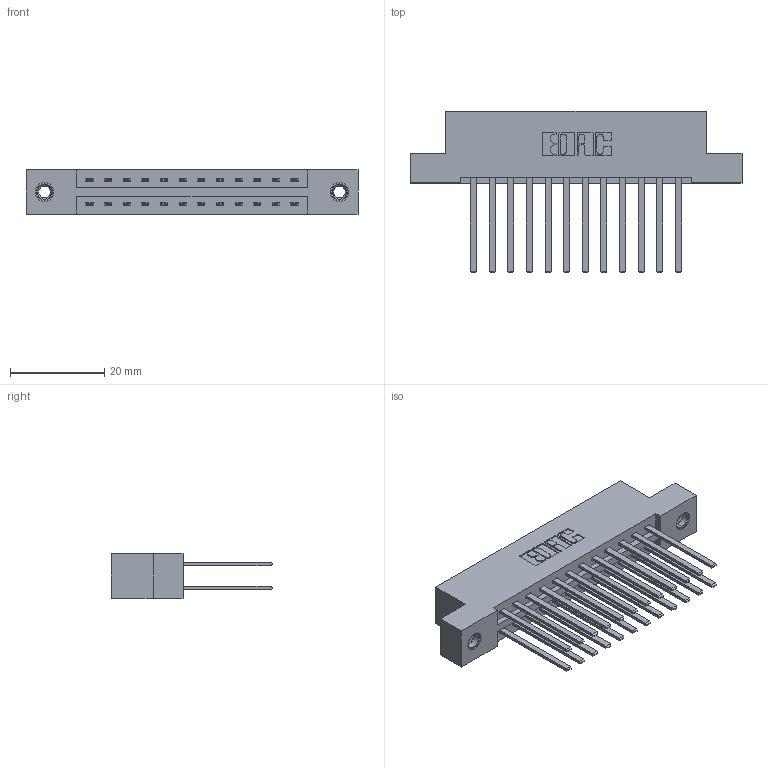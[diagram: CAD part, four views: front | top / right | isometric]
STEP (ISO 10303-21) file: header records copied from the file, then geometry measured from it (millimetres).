
FILE_DESCRIPTION (( 'STEP AP203' ), '1' );
FILE_NAME ('387-024-544-207.STEP', '2019-10-16T18:34:21', ( '' ), ( '' ), 'SwSTEP 2.0', 'SolidWorks 2016', '' );
FILE_SCHEMA (( 'CONFIG_CONTROL_DESIGN' ));
Length unit declared in the file: inch
Products named in the file (4): 337 Part_Flush Mounting Lugs - 0.156 Dia-TI; 345-292-001_345-293-144; 387-024-544-207; 345-250-001_345-250-005-103
Assembly tree (27 placements, depth 2):
  387-024-544-207
    337 Part_Flush Mounting Lugs - 0.156 Dia-TI
    345-292-001_345-293-144  x24
    345-250-001_345-250-005-103  x2
Bounding box: 70.56 x 34.3 x 9.4 mm (x, y, z)
Volume: 7359.9 mm3; surface area: 9163.9 mm2
Topology: 27 solids, 27 shells, 1326 faces, 3879 edges, 2546 vertices
Faces by surface type: plane 918, cylinder 392, cone 12, torus 4
Entity records: 14186 total; most frequent: CARTESIAN_POINT 2393, ORIENTED_EDGE 2322, DIRECTION 2119, EDGE_CURVE 1161, VECTOR 1017, LINE 1017, VERTEX_POINT 768, AXIS2_PLACEMENT_3D 551
